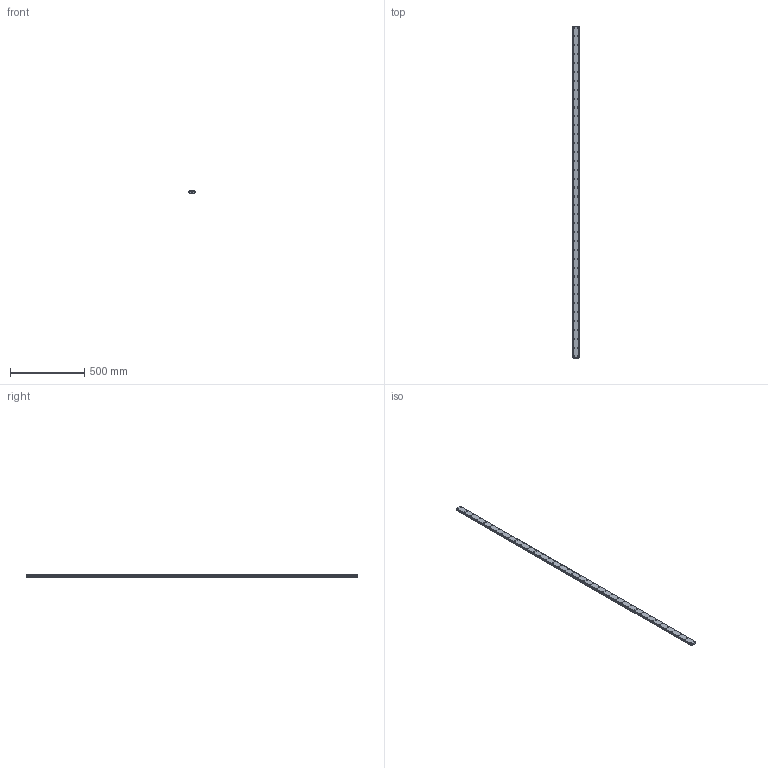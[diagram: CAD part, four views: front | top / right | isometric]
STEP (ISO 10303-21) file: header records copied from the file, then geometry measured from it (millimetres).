
FILE_DESCRIPTION(('STEP AP214'),'1');
FILE_NAME('cctmp_C43CB9EF-AE13-44E2-B042-34FDB0F4FFE9_2021_03_04_12_40_13_0011..stp','2021-03-04T11:40:13',('HIWIN GmbH'),('CADClick - www.CADClick.com'),'Spatial InterOp 3D',' ','unknown authorization');
FILE_SCHEMA(('AUTOMOTIVE_DESIGN'));
Length unit declared in the file: millimetre
Products named in the file (1): WER27R2240H_FILE
Bounding box: 42 x 2240 x 15 mm (x, y, z)
Volume: 1303319.4 mm3; surface area: 282473 mm2
Topology: 1 solids, 1 shells, 787 faces, 1659 edges, 1106 vertices
Faces by surface type: cylinder 474, plane 313
Entity records: 27861 total; most frequent: DIRECTION 4183, CARTESIAN_POINT 3553, ORIENTED_EDGE 3318, AXIS2_PLACEMENT_3D 1736, EDGE_CURVE 1659, VERTEX_POINT 1106, EDGE_LOOP 1019, CIRCLE 948
